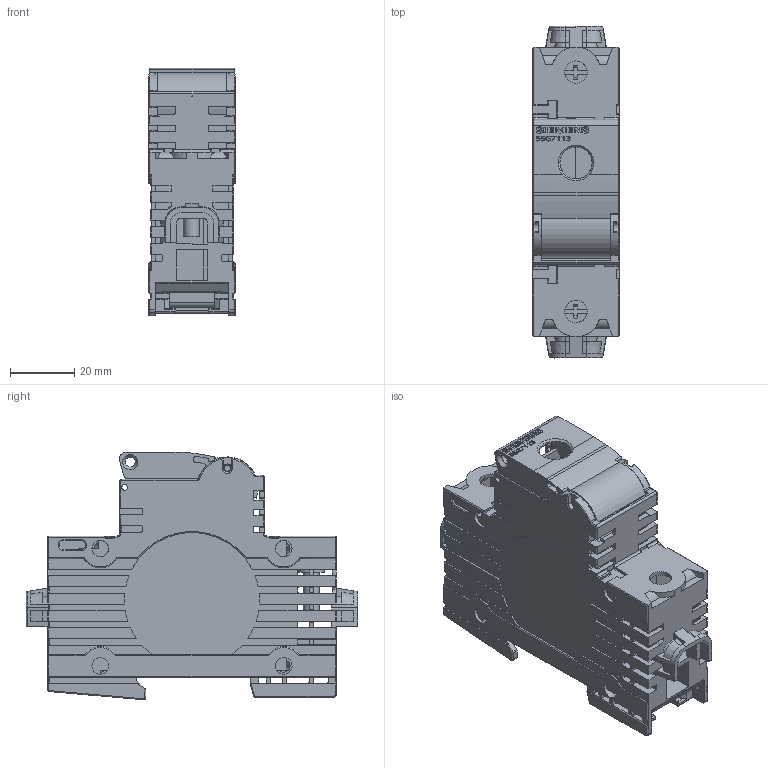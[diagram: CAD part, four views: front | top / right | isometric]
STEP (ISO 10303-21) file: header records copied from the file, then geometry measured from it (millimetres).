
FILE_DESCRIPTION(/* description */ (''),/* implementation_level */ '2;1');
FILE_NAME(/* name */ '5SG7113_v.stp',/* time_stamp */ '2023-03-31T15:03:56+02:00',/* author */ ('"(c) Siemens AG Smart Infrastructure"'),/* organization */ ('"(c) Siemens AG - Smart Infrastructure - EP"'),/* preprocessor_version */ 'ST-DEVELOPER v18.101',/* originating_system */ 'SIEMENS PLM Software NX 2008',/* authorisation */ '"Transmittal reproduction, dissemination and/or editing of this document as well as utilization of its contents and communication thereof to others without express authorization is prohibited. Offenders will be held liable for payment of damages. All rights created by patent grant or registration of a utility model or design patent are reserved."');
FILE_SCHEMA (('AUTOMOTIVE_DESIGN { 1 0 10303 214 3 1 1 1 }'));
Products named in the file (1): model1
Bounding box: 26.8 x 103.2 x 76.96 mm (x, y, z)
Volume: 106145.3 mm3; surface area: 34946.8 mm2
Topology: 3 solids, 4 shells, 1407 faces, 4106 edges, 2667 vertices
Faces by surface type: plane 732, cylinder 513, torus 73, cone 43, sphere 23, extrusion 21, bspline 2
Full cylindrical faces by diameter (mm): 1.8 x2, 2 x2, 5 x2, 5.2 x7, 7 x3, 8.2 x2, 16 x1, 18 x1
Entity records: 58256 total; most frequent: CARTESIAN_POINT 11098, ORIENTED_EDGE 8036, DIRECTION 7584, EDGE_CURVE 4018, VERTEX_POINT 2628, AXIS2_PLACEMENT_3D 2556, VECTOR 2472, LINE 2451
